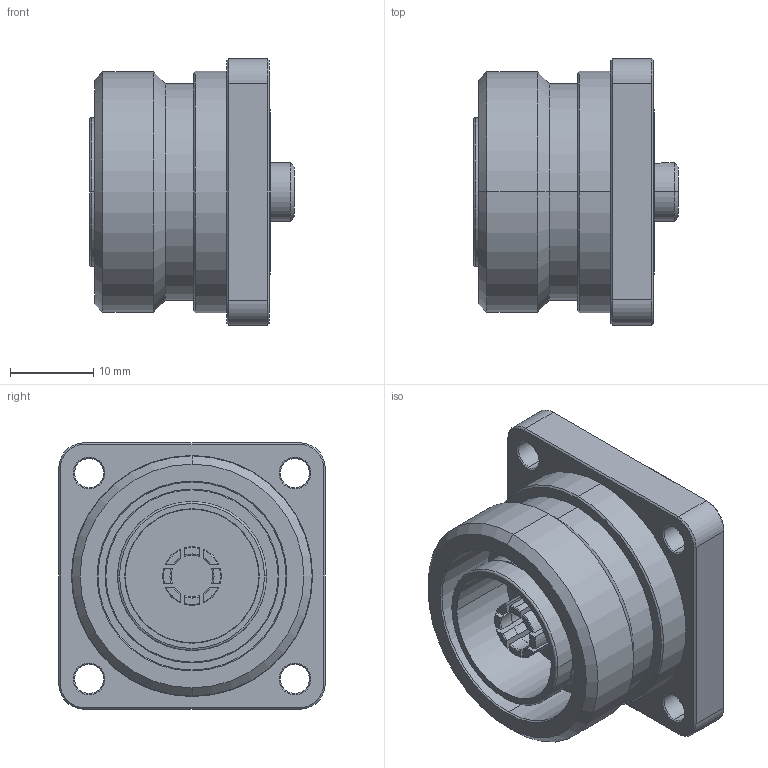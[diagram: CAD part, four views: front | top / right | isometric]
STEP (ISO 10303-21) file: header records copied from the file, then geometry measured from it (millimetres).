
FILE_DESCRIPTION (( 'STEP AP203' ), '1' );
FILE_NAME ('R185.403.547C.STEP', '2016-10-25T09:20:02', ( '' ), ( '' ), 'SwSTEP 2.0', 'SolidWorks 2014', '' );
FILE_SCHEMA (( 'CONFIG_CONTROL_DESIGN' ));
Length unit declared in the file: metre
Products named in the file (1): R185.403.547C
Bounding box: 24.62 x 32 x 32 mm (x, y, z)
Volume: 11513.5 mm3; surface area: 6542.2 mm2
Topology: 1 solids, 1 shells, 189 faces, 448 edges, 277 vertices
Faces by surface type: cone 66, cylinder 65, plane 47, torus 11
Entity records: 5666 total; most frequent: CARTESIAN_POINT 1159, DIRECTION 969, ORIENTED_EDGE 892, EDGE_CURVE 446, AXIS2_PLACEMENT_3D 385, VERTEX_POINT 277, EDGE_LOOP 217, VECTOR 199
